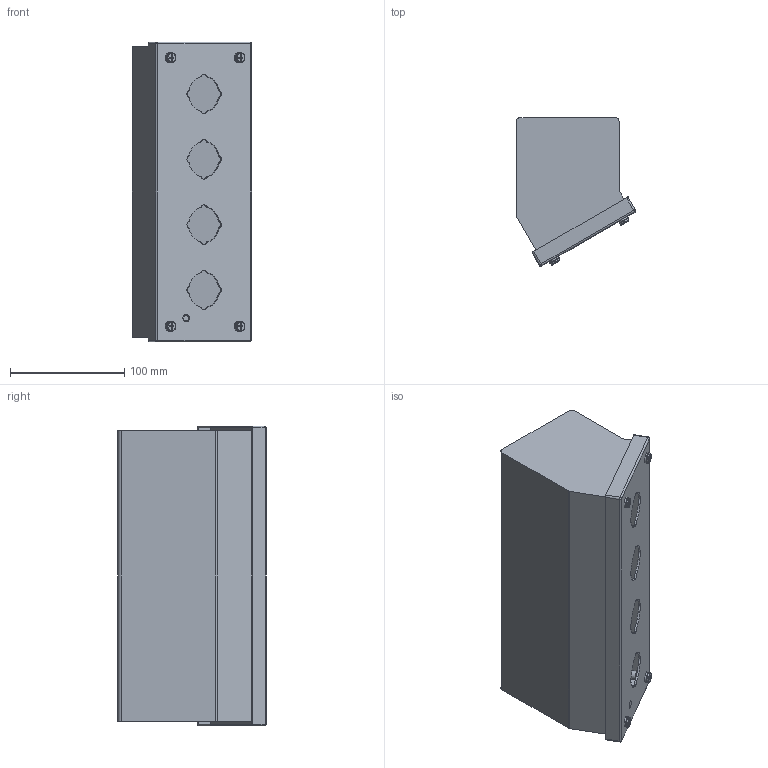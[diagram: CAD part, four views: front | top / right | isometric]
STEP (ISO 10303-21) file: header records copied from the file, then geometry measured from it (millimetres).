
FILE_DESCRIPTION (( 'STEP AP214' ), '1' );
FILE_NAME ('SCE-4PBA.STEP', '2022-07-29T18:37:26', ( '' ), ( '' ), 'SwSTEP 2.0', 'SolidWorks 2021', '' );
FILE_SCHEMA (( 'AUTOMOTIVE_DESIGN' ));
Length unit declared in the file: inch
Products named in the file (1): SCE-4PBA
Bounding box: 104.06 x 129.48 x 261.94 mm (x, y, z)
Volume: 202563.1 mm3; surface area: 269839.3 mm2
Topology: 16 solids, 16 shells, 458 faces, 1192 edges, 713 vertices
Faces by surface type: plane 164, cylinder 152, bspline 80, torus 40, cone 18, sphere 4
Full cylindrical faces by diameter (mm): 3.708 x4, 4.775 x5, 4.826 x5, 5.588 x4, 6.35 x4, 6.502 x1, 6.604 x4, 6.756 x4, 6.858 x4, 7.112 x1, 7.417 x8, 8.052 x4, 8.484 x4, 8.636 x4, 9.195 x4
Entity records: 14871 total; most frequent: CARTESIAN_POINT 4801, DIRECTION 1964, ORIENTED_EDGE 1912, EDGE_CURVE 956, AXIS2_PLACEMENT_3D 773, VERTEX_POINT 662, EDGE_LOOP 622, FACE_OUTER_BOUND 550
